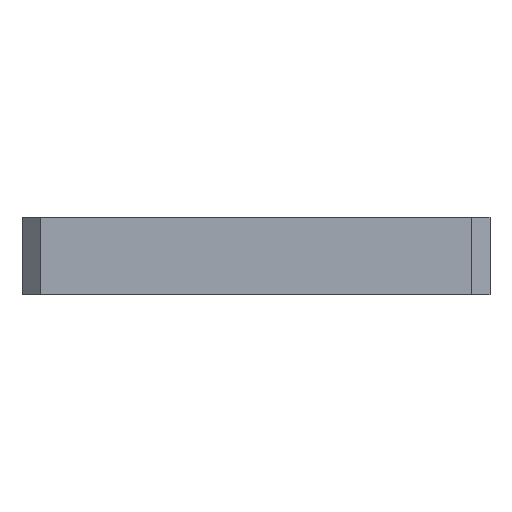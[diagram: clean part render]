
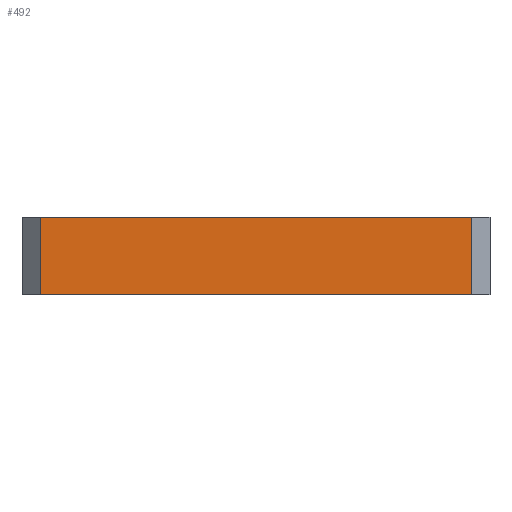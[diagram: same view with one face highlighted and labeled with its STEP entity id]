
A CAD part, front view. The second image highlights one B-rep face of the part: STEP entity #492.
In plain terms, the highlighted planar face has unit normal (0, -1, 0).
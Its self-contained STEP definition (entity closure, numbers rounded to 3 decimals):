
#96 = VERTEX_POINT('',#97);
#97 = CARTESIAN_POINT('',(-54.53,-52.55,19.5));
#103 = EDGE_CURVE('',#104,#96,#106,.T.);
#104 = VERTEX_POINT('',#105);
#105 = CARTESIAN_POINT('',(54.53,-52.55,19.5));
#106 = LINE('',#107,#108);
#107 = CARTESIAN_POINT('',(59.1,-52.55,19.5));
#108 = VECTOR('',#109,1.);
#109 = DIRECTION('',(-1.,0.,0.));
#449 = EDGE_CURVE('',#104,#450,#452,.T.);
#450 = VERTEX_POINT('',#451);
#451 = CARTESIAN_POINT('',(54.53,-52.55,0.));
#452 = LINE('',#453,#454);
#453 = CARTESIAN_POINT('',(54.53,-52.55,19.5));
#454 = VECTOR('',#455,1.);
#455 = DIRECTION('',(-0.,-0.,-1.));
#492 = ADVANCED_FACE('',(#493),#511,.F.);
#493 = FACE_BOUND('',#494,.F.);
#494 = EDGE_LOOP('',(#495,#496,#497,#505));
#495 = ORIENTED_EDGE('',*,*,#103,.F.);
#496 = ORIENTED_EDGE('',*,*,#449,.T.);
#497 = ORIENTED_EDGE('',*,*,#498,.T.);
#498 = EDGE_CURVE('',#450,#499,#501,.T.);
#499 = VERTEX_POINT('',#500);
#500 = CARTESIAN_POINT('',(-54.53,-52.55,0.));
#501 = LINE('',#502,#503);
#502 = CARTESIAN_POINT('',(29.55,-52.55,0.));
#503 = VECTOR('',#504,1.);
#504 = DIRECTION('',(-1.,0.,0.));
#505 = ORIENTED_EDGE('',*,*,#506,.F.);
#506 = EDGE_CURVE('',#96,#499,#507,.T.);
#507 = LINE('',#508,#509);
#508 = CARTESIAN_POINT('',(-54.53,-52.55,19.5));
#509 = VECTOR('',#510,1.);
#510 = DIRECTION('',(-0.,-0.,-1.));
#511 = PLANE('',#512);
#512 = AXIS2_PLACEMENT_3D('',#513,#514,#515);
#513 = CARTESIAN_POINT('',(59.1,-52.55,19.5));
#514 = DIRECTION('',(0.,1.,0.));
#515 = DIRECTION('',(-1.,0.,0.));
